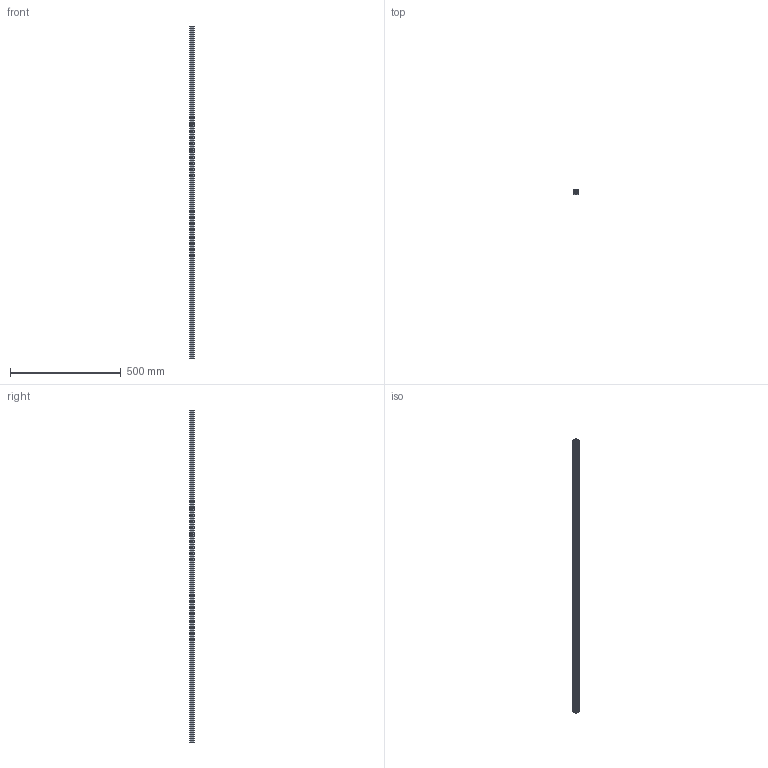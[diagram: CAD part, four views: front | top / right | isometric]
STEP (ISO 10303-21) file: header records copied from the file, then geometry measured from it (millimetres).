
FILE_DESCRIPTION(/* description */ (''),/* implementation_level */ '2;1');
FILE_NAME(/* name */ 'V-Slot 20x20x1500 Linear Rail.step',/* time_stamp */ '2019-09-19T15:14:19-05:00',/* author */ (''),/* organization */ (''),/* preprocessor_version */ 'ST-DEVELOPER v18',/* originating_system */ 'Autodesk Translation Framework v8.6.0.1094',/* authorisation */ '');
FILE_SCHEMA (('AUTOMOTIVE_DESIGN { 1 0 10303 214 3 1 1 }'));
Length unit declared in the file: millimetre
Products named in the file (1): V-Slot 20x20x1500 Linear Rail
Bounding box: 20 x 20 x 1500 mm (x, y, z)
Volume: 257104.4 mm3; surface area: 241160.3 mm2
Topology: 1 solids, 1 shells, 71 faces, 207 edges, 138 vertices
Faces by surface type: plane 66, cylinder 5
Full cylindrical faces by diameter (mm): 4.2 x1
Entity records: 2348 total; most frequent: CARTESIAN_POINT 417, ORIENTED_EDGE 414, DIRECTION 361, EDGE_CURVE 207, LINE 197, VECTOR 197, VERTEX_POINT 138, AXIS2_PLACEMENT_3D 82
